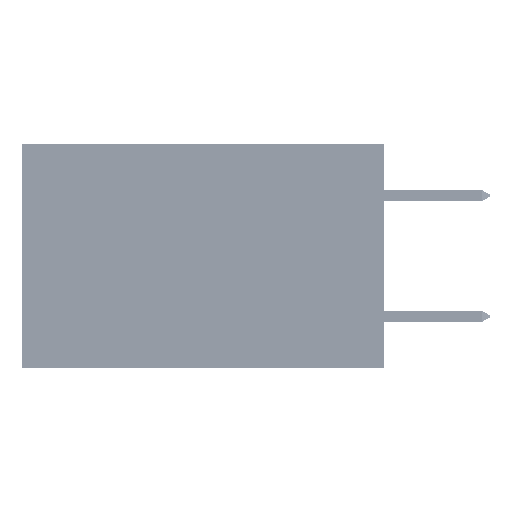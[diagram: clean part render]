
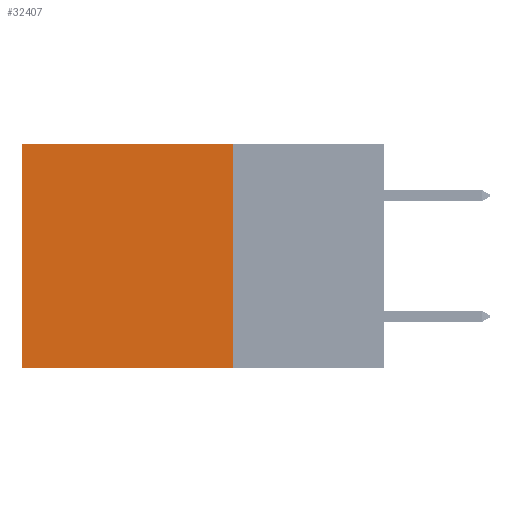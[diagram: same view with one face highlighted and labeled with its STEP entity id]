
A CAD part, left-side view. The second image highlights one B-rep face of the part: STEP entity #32407.
In plain terms, the highlighted planar face has unit normal (-1, 0, 0).
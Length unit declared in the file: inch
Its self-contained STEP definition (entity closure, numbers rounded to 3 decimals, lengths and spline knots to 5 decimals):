
#2392 = LINE ( 'NONE', #42675, #38105 ) ;
#4405 = CARTESIAN_POINT ( 'NONE',  ( 0.2875, 0.6, 0. ) ) ;
#6401 = ORIENTED_EDGE ( 'NONE', *, *, #24618, .F. ) ;
#7136 = EDGE_CURVE ( 'NONE', #41702, #12884, #25505, .T. ) ;
#8413 = CARTESIAN_POINT ( 'NONE',  ( 0.2875, 0.25, 0. ) ) ;
#11844 = DIRECTION ( 'NONE',  ( 0., 0., -1. ) ) ;
#12462 = CARTESIAN_POINT ( 'NONE',  ( 0.2875, 0.6, 0. ) ) ;
#12884 = VERTEX_POINT ( 'NONE', #4405 ) ;
#13504 = CARTESIAN_POINT ( 'NONE',  ( 0.2875, 0.25, 0. ) ) ;
#15255 = LINE ( 'NONE', #12462, #32734 ) ;
#15275 = CARTESIAN_POINT ( 'NONE',  ( 0.2875, 0.25, -0.37 ) ) ;
#15926 = DIRECTION ( 'NONE',  ( 0., 0., -1. ) ) ;
#18067 = CARTESIAN_POINT ( 'NONE',  ( 0.2875, 0.25, 0. ) ) ;
#19254 = ORIENTED_EDGE ( 'NONE', *, *, #22438, .T. ) ;
#20402 = VERTEX_POINT ( 'NONE', #37305 ) ;
#20638 = ORIENTED_EDGE ( 'NONE', *, *, #28101, .F. ) ;
#22438 = EDGE_CURVE ( 'NONE', #12884, #28446, #15255, .T. ) ;
#24618 = EDGE_CURVE ( 'NONE', #20402, #28446, #27105, .T. ) ;
#25342 = DIRECTION ( 'NONE',  ( 0., 0., -1. ) ) ;
#25505 = LINE ( 'NONE', #18067, #44037 ) ;
#25796 = DIRECTION ( 'NONE',  ( 0., 1., 0. ) ) ;
#26822 = CARTESIAN_POINT ( 'NONE',  ( 0.2875, 0.6, -0.37 ) ) ;
#27105 = LINE ( 'NONE', #15275, #35321 ) ;
#28101 = EDGE_CURVE ( 'NONE', #41702, #20402, #2392, .T. ) ;
#28446 = VERTEX_POINT ( 'NONE', #26822 ) ;
#28464 = EDGE_LOOP ( 'NONE', ( #19254, #6401, #20638, #39371 ) ) ;
#29200 = PLANE ( 'NONE',  #40944 ) ;
#32407 = ADVANCED_FACE ( 'NONE', ( #43593 ), #29200, .F. ) ;
#32720 = DIRECTION ( 'NONE',  ( 1., 0., 0. ) ) ;
#32734 = VECTOR ( 'NONE', #15926, 39.37008 ) ;
#35321 = VECTOR ( 'NONE', #25796, 39.37008 ) ;
#37305 = CARTESIAN_POINT ( 'NONE',  ( 0.2875, 0.25, -0.37 ) ) ;
#38105 = VECTOR ( 'NONE', #25342, 39.37008 ) ;
#39371 = ORIENTED_EDGE ( 'NONE', *, *, #7136, .T. ) ;
#40944 = AXIS2_PLACEMENT_3D ( 'NONE', #8413, #32720, #11844 ) ;
#41702 = VERTEX_POINT ( 'NONE', #13504 ) ;
#42472 = DIRECTION ( 'NONE',  ( 0., 1., 0. ) ) ;
#42675 = CARTESIAN_POINT ( 'NONE',  ( 0.2875, 0.25, 0. ) ) ;
#43593 = FACE_OUTER_BOUND ( 'NONE', #28464, .T. ) ;
#44037 = VECTOR ( 'NONE', #42472, 39.37008 ) ;
